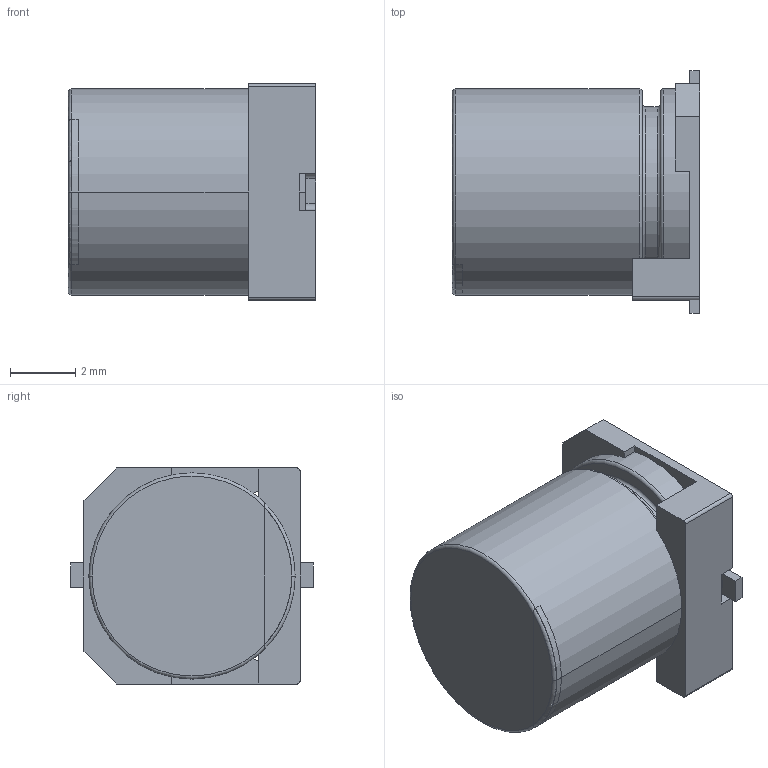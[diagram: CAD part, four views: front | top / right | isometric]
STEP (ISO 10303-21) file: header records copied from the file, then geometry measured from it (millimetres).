
FILE_DESCRIPTION (( 'STEP AP214' ), '1' );
FILE_NAME ('04_cornell_dublier_case_code_X_newark_01P5364.STEP', '2013-09-23T22:09:05', ( '' ), ( '' ), 'SwSTEP 2.0', 'SolidWorks 2012', '' );
FILE_SCHEMA (( 'AUTOMOTIVE_DESIGN' ));
Length unit declared in the file: millimetre
Products named in the file (3): 03_base_capacitor_6.6mm; 02_cornell_dublier_case_code_X_newark_01P5364_cuerpo; 04_cornell_dublier_case_code_X_newark_01P5364
Assembly tree (2 placements, depth 2):
  04_cornell_dublier_case_code_X_newark_01P5364
    02_cornell_dublier_case_code_X_newark_01P5364_cuerpo
    03_base_capacitor_6.6mm
Bounding box: 7.55 x 7.4 x 6.6 mm (x, y, z)
Volume: 243.1 mm3; surface area: 363.8 mm2
Topology: 5 solids, 5 shells, 86 faces, 235 edges, 153 vertices
Faces by surface type: plane 45, cylinder 29, torus 12
Entity records: 3378 total; most frequent: DIRECTION 514, CARTESIAN_POINT 499, ORIENTED_EDGE 470, EDGE_CURVE 235, AXIS2_PLACEMENT_3D 190, VERTEX_POINT 153, VECTOR 134, LINE 134
